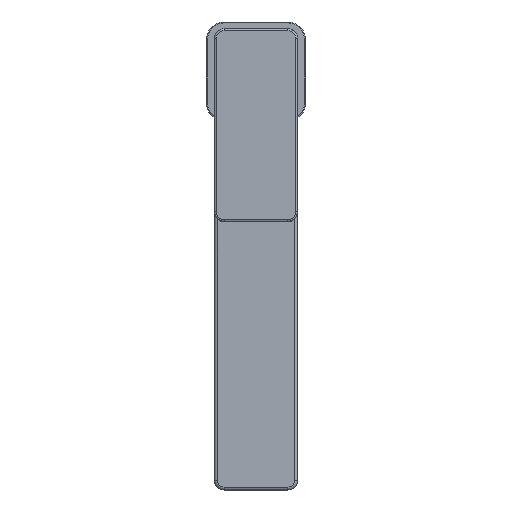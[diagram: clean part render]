
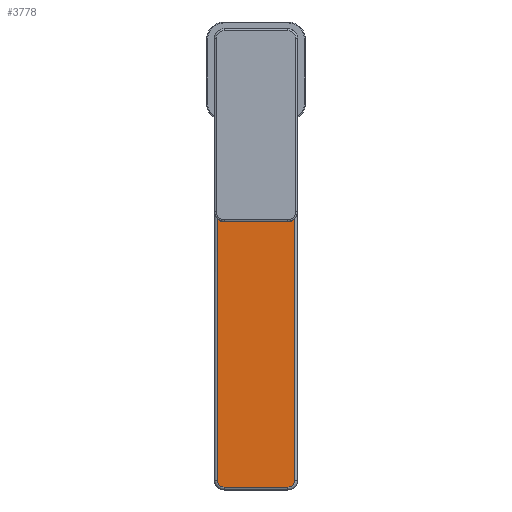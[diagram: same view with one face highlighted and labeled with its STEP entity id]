
A CAD part, top view. The second image highlights one B-rep face of the part: STEP entity #3778.
In plain terms, the highlighted planar face has unit normal (0, 0, 1).
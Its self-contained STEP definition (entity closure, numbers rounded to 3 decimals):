
#420=LINE('',#14666,#638);
#421=LINE('',#14669,#639);
#422=LINE('',#14670,#640);
#638=VECTOR('',#5169,185.883);
#639=VECTOR('',#5172,33.);
#640=VECTOR('',#5173,185.883);
#993=FACE_OUTER_BOUND('',#1247,.T.);
#1247=EDGE_LOOP('',(#3279,#3280,#3281,#3282,#3283,#3284));
#1479=CIRCLE('',#4222,3.5);
#1481=CIRCLE('',#4225,32.5);
#1482=CIRCLE('',#4226,3.5);
#1796=VERTEX_POINT('',#14656);
#1797=VERTEX_POINT('',#14658);
#1798=VERTEX_POINT('',#14662);
#1799=VERTEX_POINT('',#14663);
#1800=VERTEX_POINT('',#14665);
#1801=VERTEX_POINT('',#14667);
#2304=EDGE_CURVE('',#1796,#1797,#1479,.T.);
#2306=EDGE_CURVE('',#1798,#1799,#1481,.T.);
#2307=EDGE_CURVE('',#1800,#1799,#420,.T.);
#2308=EDGE_CURVE('',#1801,#1800,#1482,.T.);
#2309=EDGE_CURVE('',#1797,#1801,#421,.T.);
#2310=EDGE_CURVE('',#1798,#1796,#422,.T.);
#3279=ORIENTED_EDGE('',*,*,#2306,.T.);
#3280=ORIENTED_EDGE('',*,*,#2307,.F.);
#3281=ORIENTED_EDGE('',*,*,#2308,.F.);
#3282=ORIENTED_EDGE('',*,*,#2309,.F.);
#3283=ORIENTED_EDGE('',*,*,#2304,.F.);
#3284=ORIENTED_EDGE('',*,*,#2310,.F.);
#3569=PLANE('',#4224);
#3778=ADVANCED_FACE('',(#993),#3569,.T.);
#4222=AXIS2_PLACEMENT_3D('',#14659,#5161,#5162);
#4224=AXIS2_PLACEMENT_3D('',#14661,#5165,#5166);
#4225=AXIS2_PLACEMENT_3D('',#14664,#5167,#5168);
#4226=AXIS2_PLACEMENT_3D('',#14668,#5170,#5171);
#5161=DIRECTION('center_axis',(0.,0.,
-1.));
#5162=DIRECTION('ref_axis',(1.,0.,0.));
#5165=DIRECTION('center_axis',(0.,0.,
1.));
#5166=DIRECTION('ref_axis',(0.,-1.,0.));
#5167=DIRECTION('center_axis',(0.,0.,
-1.));
#5168=DIRECTION('ref_axis',(0.615,-0.788,0.));
#5169=DIRECTION('',(0.,1.,0.));
#5170=DIRECTION('center_axis',(0.,0.,
-1.));
#5171=DIRECTION('ref_axis',(0.,-1.,0.));
#5172=DIRECTION('',(-1.,0.,0.));
#5173=DIRECTION('',(0.,-1.,0.));
#14656=CARTESIAN_POINT('',(20.,-228.007,240.054));
#14658=CARTESIAN_POINT('',(16.5,-231.507,240.054));
#14659=CARTESIAN_POINT('Origin',(16.5,-228.007,240.054));
#14661=CARTESIAN_POINT('Origin',(0.,-16.507,
240.054));
#14662=CARTESIAN_POINT('',(20.,-42.124,240.054));
#14663=CARTESIAN_POINT('',(-20.,-42.124,240.054));
#14664=CARTESIAN_POINT('Origin',(0.,-16.507,
240.054));
#14665=CARTESIAN_POINT('',(-20.,-228.007,240.054));
#14666=CARTESIAN_POINT('',(-20.,-228.007,240.054));
#14667=CARTESIAN_POINT('',(-16.5,-231.507,240.054));
#14668=CARTESIAN_POINT('Origin',(-16.5,-228.007,240.054));
#14669=CARTESIAN_POINT('',(16.5,-231.507,240.054));
#14670=CARTESIAN_POINT('',(20.,-42.124,240.054));
